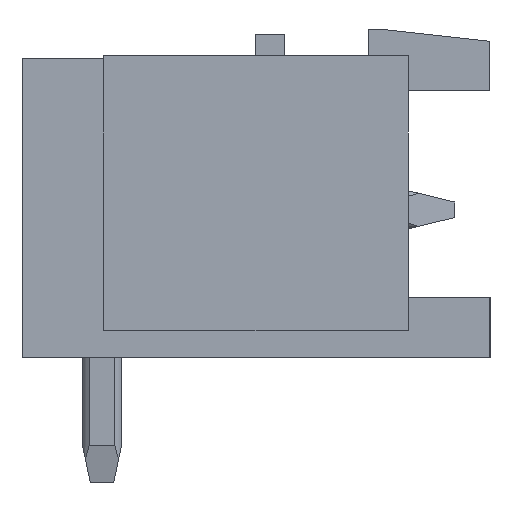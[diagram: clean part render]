
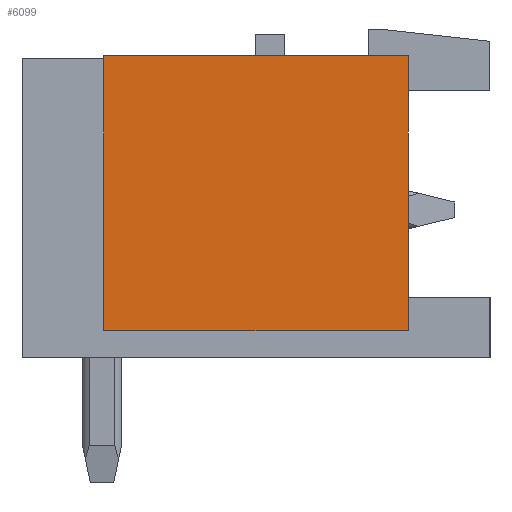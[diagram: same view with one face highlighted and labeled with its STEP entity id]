
A CAD part, left-side view. The second image highlights one B-rep face of the part: STEP entity #6099.
In plain terms, the highlighted planar face has unit normal (-1, 0, 0).
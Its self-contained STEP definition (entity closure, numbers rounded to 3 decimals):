
#6063=AXIS2_PLACEMENT_3D('Plane Axis2P3D',#6060,#6061,#6062) ;
#6060=CARTESIAN_POINT('Axis2P3D Location',(0.,2.1,0.)) ;
#6065=CARTESIAN_POINT('Line Origine',(0.,9.9,7.425)) ;
#6069=CARTESIAN_POINT('Vertex',(0.,9.9,3.9)) ;
#6071=CARTESIAN_POINT('Vertex',(0.,9.9,10.95)) ;
#6074=CARTESIAN_POINT('Line Origine',(0.,6.,3.9)) ;
#6078=CARTESIAN_POINT('Vertex',(0.,2.1,3.9)) ;
#6081=CARTESIAN_POINT('Line Origine',(0.,2.1,7.425)) ;
#6085=CARTESIAN_POINT('Vertex',(0.,2.1,10.95)) ;
#6088=CARTESIAN_POINT('Line Origine',(0.,6.,10.95)) ;
#6061=DIRECTION('Axis2P3D Direction',(1.,0.,0.)) ;
#6062=DIRECTION('Axis2P3D XDirection',(0.,1.,0.)) ;
#6066=DIRECTION('Vector Direction',(0.,0.,1.)) ;
#6075=DIRECTION('Vector Direction',(0.,1.,0.)) ;
#6082=DIRECTION('Vector Direction',(0.,0.,1.)) ;
#6089=DIRECTION('Vector Direction',(0.,1.,0.)) ;
#6067=VECTOR('Line Direction',#6066,1.) ;
#6076=VECTOR('Line Direction',#6075,1.) ;
#6083=VECTOR('Line Direction',#6082,1.) ;
#6090=VECTOR('Line Direction',#6089,1.) ;
#6094=ORIENTED_EDGE('',*,*,#6073,.F.) ;
#6095=ORIENTED_EDGE('',*,*,#6080,.T.) ;
#6096=ORIENTED_EDGE('',*,*,#6087,.T.) ;
#6097=ORIENTED_EDGE('',*,*,#6092,.F.) ;
#6099=ADVANCED_FACE('Housing',(#6098),#6064,.F.) ;
#6073=EDGE_CURVE('',#6070,#6072,#6068,.T.) ;
#6080=EDGE_CURVE('',#6070,#6079,#6077,.F.) ;
#6087=EDGE_CURVE('',#6079,#6086,#6084,.T.) ;
#6092=EDGE_CURVE('',#6072,#6086,#6091,.F.) ;
#6093=EDGE_LOOP('',(#6094,#6095,#6096,#6097)) ;
#6098=FACE_OUTER_BOUND('',#6093,.T.) ;
#6068=LINE('Line',#6065,#6067) ;
#6077=LINE('Line',#6074,#6076) ;
#6084=LINE('Line',#6081,#6083) ;
#6091=LINE('Line',#6088,#6090) ;
#6064=PLANE('',#6063) ;
#6070=VERTEX_POINT('',#6069) ;
#6072=VERTEX_POINT('',#6071) ;
#6079=VERTEX_POINT('',#6078) ;
#6086=VERTEX_POINT('',#6085) ;
